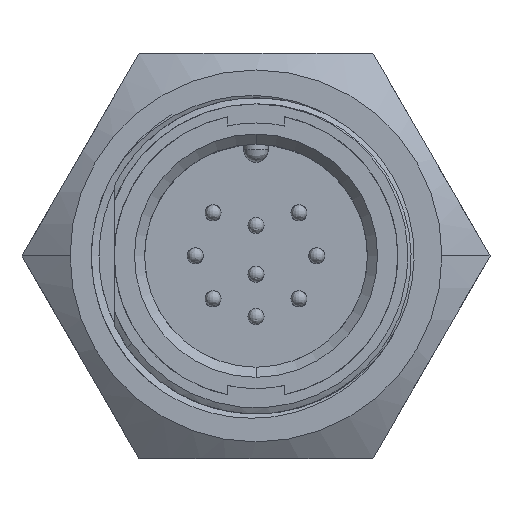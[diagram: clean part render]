
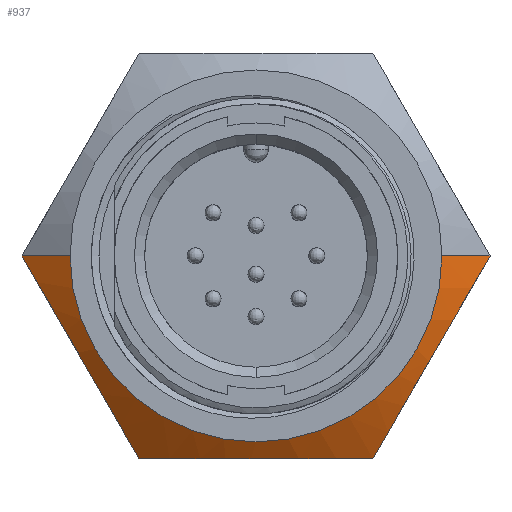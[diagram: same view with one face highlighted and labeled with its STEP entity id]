
A CAD part, top view. The second image highlights one B-rep face of the part: STEP entity #937.
In plain terms, the highlighted conical face has half-angle 55 degrees and reference radius 14.683 mm.
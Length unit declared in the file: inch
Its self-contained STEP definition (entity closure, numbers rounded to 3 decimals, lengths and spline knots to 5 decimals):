
#937 = ADVANCED_FACE ( 'NONE', ( #7130 ), #18410, .T. ) ;
#1541 = CARTESIAN_POINT ( 'NONE',  ( 0.28868, -0.5, -0.404 ) ) ;
#1542 = CARTESIAN_POINT ( 'NONE',  ( -0.28868, -0.5, -0.404 ) ) ;
#1563 = CARTESIAN_POINT ( 'NONE',  ( -0.45881, 0., -0.321 ) ) ;
#1568 = CARTESIAN_POINT ( 'NONE',  ( 0.45881, 0., -0.321 ) ) ;
#1575 = CARTESIAN_POINT ( 'NONE',  ( 0.57735, 0., -0.404 ) ) ;
#1577 = CARTESIAN_POINT ( 'NONE',  ( -0.57735, 0., -0.404 ) ) ;
#1731 = CARTESIAN_POINT ( 'NONE',  ( 0., 0., -0.4045 ) ) ;
#2346 = DIRECTION ( 'NONE',  ( -1., 0., 0. ) ) ;
#2347 = DIRECTION ( 'NONE',  ( 0., 0., -1. ) ) ;
#3161 = CARTESIAN_POINT ( 'NONE',  ( 0., 0., -0.321 ) ) ;
#3162 = DIRECTION ( 'NONE',  ( 0., 0., -1. ) ) ;
#3163 = DIRECTION ( 'NONE',  ( -1., 0., 0. ) ) ;
#4606 = LINE ( 'NONE', #15358, #6903 ) ;
#4745 = LINE ( 'NONE', #10878, #6694 ) ;
#5796 = CARTESIAN_POINT ( 'NONE',  ( 0.28868, -0.5, -0.404 ) ) ;
#5797 = CARTESIAN_POINT ( 'NONE',  ( 0.24185, -0.5, -0.38761 ) ) ;
#5798 = CARTESIAN_POINT ( 'NONE',  ( 0.19446, -0.5, -0.37398 ) ) ;
#5799 = CARTESIAN_POINT ( 'NONE',  ( 0.12209, -0.5, -0.35976 ) ) ;
#5801 = CARTESIAN_POINT ( 'NONE',  ( 0.09776, -0.5, -0.35606 ) ) ;
#5802 = CARTESIAN_POINT ( 'NONE',  ( 0.04858, -0.5, -0.35107 ) ) ;
#5803 = CARTESIAN_POINT ( 'NONE',  ( 0.02359, -0.5, -0.3498 ) ) ;
#5804 = CARTESIAN_POINT ( 'NONE',  ( -0.05056, -0.5, -0.34992 ) ) ;
#5805 = CARTESIAN_POINT ( 'NONE',  ( -0.09912, -0.5, -0.3552 ) ) ;
#5806 = CARTESIAN_POINT ( 'NONE',  ( -0.19482, -0.5, -0.3741 ) ) ;
#5807 = CARTESIAN_POINT ( 'NONE',  ( -0.24199, -0.5, -0.38765 ) ) ;
#5808 = CARTESIAN_POINT ( 'NONE',  ( -0.28868, -0.5, -0.404 ) ) ;
#6243 = CARTESIAN_POINT ( 'NONE',  ( -0.28868, -0.5, -0.404 ) ) ;
#6244 = CARTESIAN_POINT ( 'NONE',  ( -0.31209, -0.45945, -0.38761 ) ) ;
#6246 = CARTESIAN_POINT ( 'NONE',  ( -0.33578, -0.41841, -0.37398 ) ) ;
#6247 = CARTESIAN_POINT ( 'NONE',  ( -0.37197, -0.35574, -0.35976 ) ) ;
#6248 = CARTESIAN_POINT ( 'NONE',  ( -0.38413, -0.33466, -0.35606 ) ) ;
#6249 = CARTESIAN_POINT ( 'NONE',  ( -0.40872, -0.29208, -0.35107 ) ) ;
#6250 = CARTESIAN_POINT ( 'NONE',  ( -0.42122, -0.27043, -0.3498 ) ) ;
#6251 = CARTESIAN_POINT ( 'NONE',  ( -0.45829, -0.20621, -0.34992 ) ) ;
#6252 = CARTESIAN_POINT ( 'NONE',  ( -0.48257, -0.16416, -0.3552 ) ) ;
#6254 = CARTESIAN_POINT ( 'NONE',  ( -0.53042, -0.08128, -0.3741 ) ) ;
#6255 = CARTESIAN_POINT ( 'NONE',  ( -0.55401, -0.04043, -0.38765 ) ) ;
#6256 = CARTESIAN_POINT ( 'NONE',  ( -0.57735, 0., -0.404 ) ) ;
#6642 = AXIS2_PLACEMENT_3D ( 'NONE', #3161, #3162, #3163 ) ;
#6650 = CIRCLE ( 'NONE', #6642, 0.45881 ) ;
#6694 = VECTOR ( 'NONE', #10877, 39.37008 ) ;
#6903 = VECTOR ( 'NONE', #15357, 39.37008 ) ;
#7130 = FACE_OUTER_BOUND ( 'NONE', #17804, .T. ) ;
#7842 = EDGE_CURVE ( 'NONE', #18274, #18314, #4606, .T. ) ;
#7910 = EDGE_CURVE ( 'NONE', #18253, #18328, #4745, .T. ) ;
#7958 = EDGE_CURVE ( 'NONE', #17967, #18314, #11180, .T. ) ;
#8142 = EDGE_CURVE ( 'NONE', #18328, #17975, #11166, .T. ) ;
#8183 = EDGE_CURVE ( 'NONE', #17975, #17967, #11164, .T. ) ;
#8220 = EDGE_CURVE ( 'NONE', #18274, #18253, #6650, .T. ) ;
#10877 = DIRECTION ( 'NONE',  ( -0.819, 0., -0.574 ) ) ;
#10878 = CARTESIAN_POINT ( 'NONE',  ( -0.57806, 0., -0.4045 ) ) ;
#11164 = B_SPLINE_CURVE_WITH_KNOTS ( 'NONE', 3,
 ( #5808, #5807, #5806, #5805, #5804, #5803, #5802, #5801, #5799, #5798, #5797, #5796 ),
 .UNSPECIFIED., .F., .F.,
 ( 4, 2, 2, 2, 2, 4 ),
 ( 0., 0.00372, 0.00743, 0.00929, 0.01115, 0.01486 ),
 .UNSPECIFIED. ) ;
#11166 = B_SPLINE_CURVE_WITH_KNOTS ( 'NONE', 3,
 ( #6256, #6255, #6254, #6252, #6251, #6250, #6249, #6248, #6247, #6246, #6244, #6243 ),
 .UNSPECIFIED., .F., .F.,
 ( 4, 2, 2, 2, 2, 4 ),
 ( 0., 0.00372, 0.00743, 0.00929, 0.01115, 0.01486 ),
 .UNSPECIFIED. ) ;
#11180 = B_SPLINE_CURVE_WITH_KNOTS ( 'NONE', 3,
 ( #14515, #14514, #14513, #14512, #14510, #14509, #14507, #14506, #14505, #14504, #14502, #14501 ),
 .UNSPECIFIED., .F., .F.,
 ( 4, 2, 2, 2, 2, 4 ),
 ( 0., 0.00372, 0.00743, 0.00929, 0.01115, 0.01486 ),
 .UNSPECIFIED. ) ;
#14501 = CARTESIAN_POINT ( 'NONE',  ( 0.57735, 0., -0.404 ) ) ;
#14502 = CARTESIAN_POINT ( 'NONE',  ( 0.55394, -0.04055, -0.38761 ) ) ;
#14504 = CARTESIAN_POINT ( 'NONE',  ( 0.53024, -0.08159, -0.37398 ) ) ;
#14505 = CARTESIAN_POINT ( 'NONE',  ( 0.49406, -0.14426, -0.35976 ) ) ;
#14506 = CARTESIAN_POINT ( 'NONE',  ( 0.48189, -0.16534, -0.35606 ) ) ;
#14507 = CARTESIAN_POINT ( 'NONE',  ( 0.4573, -0.20792, -0.35107 ) ) ;
#14509 = CARTESIAN_POINT ( 'NONE',  ( 0.44481, -0.22957, -0.3498 ) ) ;
#14510 = CARTESIAN_POINT ( 'NONE',  ( 0.40773, -0.29379, -0.34992 ) ) ;
#14512 = CARTESIAN_POINT ( 'NONE',  ( 0.38345, -0.33584, -0.3552 ) ) ;
#14513 = CARTESIAN_POINT ( 'NONE',  ( 0.3356, -0.41872, -0.3741 ) ) ;
#14514 = CARTESIAN_POINT ( 'NONE',  ( 0.31202, -0.45957, -0.38765 ) ) ;
#14515 = CARTESIAN_POINT ( 'NONE',  ( 0.28868, -0.5, -0.404 ) ) ;
#15357 = DIRECTION ( 'NONE',  ( 0.819, 0., -0.574 ) ) ;
#15358 = CARTESIAN_POINT ( 'NONE',  ( 0.57806, 0., -0.4045 ) ) ;
#17804 = EDGE_LOOP ( 'NONE', ( #17999, #17965, #18021, #18241, #18025, #18027 ) ) ;
#17965 = ORIENTED_EDGE ( 'NONE', *, *, #8220, .T. ) ;
#17967 = VERTEX_POINT ( 'NONE', #1541 ) ;
#17975 = VERTEX_POINT ( 'NONE', #1542 ) ;
#17999 = ORIENTED_EDGE ( 'NONE', *, *, #7842, .F. ) ;
#18021 = ORIENTED_EDGE ( 'NONE', *, *, #7910, .T. ) ;
#18025 = ORIENTED_EDGE ( 'NONE', *, *, #8183, .T. ) ;
#18027 = ORIENTED_EDGE ( 'NONE', *, *, #7958, .T. ) ;
#18241 = ORIENTED_EDGE ( 'NONE', *, *, #8142, .T. ) ;
#18253 = VERTEX_POINT ( 'NONE', #1563 ) ;
#18274 = VERTEX_POINT ( 'NONE', #1568 ) ;
#18314 = VERTEX_POINT ( 'NONE', #1575 ) ;
#18328 = VERTEX_POINT ( 'NONE', #1577 ) ;
#18410 = CONICAL_SURFACE ( 'NONE', #18413, 0.57806, 0.96 ) ;
#18413 = AXIS2_PLACEMENT_3D ( 'NONE', #1731, #2347, #2346 ) ;
